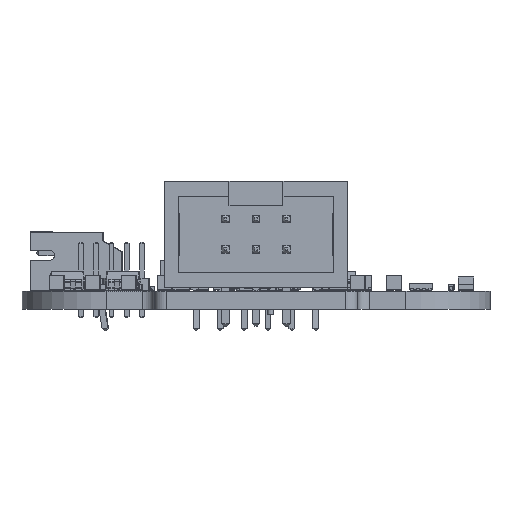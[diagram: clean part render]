
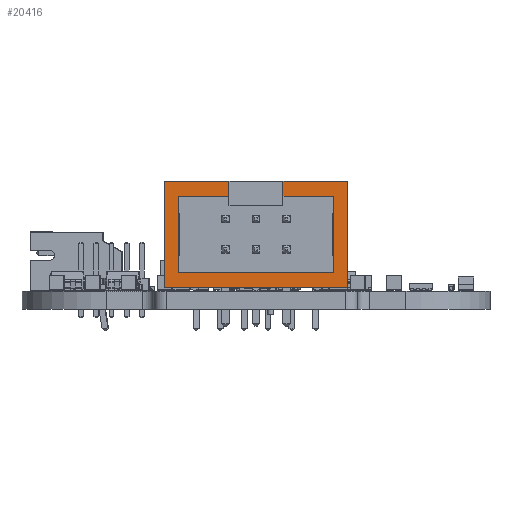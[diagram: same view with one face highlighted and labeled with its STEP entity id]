
A CAD part, left-side view. The second image highlights one B-rep face of the part: STEP entity #20416.
In plain terms, the highlighted face is planar.
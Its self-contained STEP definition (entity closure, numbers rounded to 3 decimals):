
#20288 = VERTEX_POINT('',#20289);
#20289 = CARTESIAN_POINT('',(13.23,5.1,9.095));
#20304 = VERTEX_POINT('',#20305);
#20305 = CARTESIAN_POINT('',(13.23,-10.18,9.095));
#20311 = EDGE_CURVE('',#20312,#20304,#20314,.T.);
#20312 = VERTEX_POINT('',#20313);
#20313 = CARTESIAN_POINT('',(13.23,-4.79,9.095));
#20314 = LINE('',#20315,#20316);
#20315 = CARTESIAN_POINT('',(13.23,5.1,9.095));
#20316 = VECTOR('',#20317,1.);
#20317 = DIRECTION('',(0.,-1.,0.));
#20336 = VERTEX_POINT('',#20337);
#20337 = CARTESIAN_POINT('',(13.23,-0.29,9.095));
#20343 = EDGE_CURVE('',#20288,#20336,#20344,.T.);
#20344 = LINE('',#20345,#20346);
#20345 = CARTESIAN_POINT('',(13.23,5.1,9.095));
#20346 = VECTOR('',#20347,1.);
#20347 = DIRECTION('',(0.,-1.,0.));
#20360 = VERTEX_POINT('',#20361);
#20361 = CARTESIAN_POINT('',(13.23,5.1,0.245));
#20406 = EDGE_CURVE('',#20360,#20288,#20407,.T.);
#20407 = LINE('',#20408,#20409);
#20408 = CARTESIAN_POINT('',(13.23,5.1,0.245));
#20409 = VECTOR('',#20410,1.);
#20410 = DIRECTION('',(0.,0.,1.));
#20416 = ADVANCED_FACE('',(#20417),#20490,.T.);
#20417 = FACE_BOUND('',#20418,.T.);
#20418 = EDGE_LOOP('',(#20419,#20420,#20428,#20434,#20435,#20436,#20444,
    #20452,#20460,#20468,#20476,#20484));
#20419 = ORIENTED_EDGE('',*,*,#20311,.T.);
#20420 = ORIENTED_EDGE('',*,*,#20421,.T.);
#20421 = EDGE_CURVE('',#20304,#20422,#20424,.T.);
#20422 = VERTEX_POINT('',#20423);
#20423 = CARTESIAN_POINT('',(13.23,-10.18,0.245));
#20424 = LINE('',#20425,#20426);
#20425 = CARTESIAN_POINT('',(13.23,-10.18,9.095));
#20426 = VECTOR('',#20427,1.);
#20427 = DIRECTION('',(0.,0.,-1.));
#20428 = ORIENTED_EDGE('',*,*,#20429,.T.);
#20429 = EDGE_CURVE('',#20422,#20360,#20430,.T.);
#20430 = LINE('',#20431,#20432);
#20431 = CARTESIAN_POINT('',(13.23,-10.18,0.245));
#20432 = VECTOR('',#20433,1.);
#20433 = DIRECTION('',(0.,1.,0.));
#20434 = ORIENTED_EDGE('',*,*,#20406,.T.);
#20435 = ORIENTED_EDGE('',*,*,#20343,.T.);
#20436 = ORIENTED_EDGE('',*,*,#20437,.F.);
#20437 = EDGE_CURVE('',#20438,#20336,#20440,.T.);
#20438 = VERTEX_POINT('',#20439);
#20439 = CARTESIAN_POINT('',(13.23,-0.29,7.845));
#20440 = LINE('',#20441,#20442);
#20441 = CARTESIAN_POINT('',(13.23,-0.29,7.095));
#20442 = VECTOR('',#20443,1.);
#20443 = DIRECTION('',(0.,0.,1.));
#20444 = ORIENTED_EDGE('',*,*,#20445,.F.);
#20445 = EDGE_CURVE('',#20446,#20438,#20448,.T.);
#20446 = VERTEX_POINT('',#20447);
#20447 = CARTESIAN_POINT('',(13.23,3.94,7.845));
#20448 = LINE('',#20449,#20450);
#20449 = CARTESIAN_POINT('',(13.23,3.94,7.845));
#20450 = VECTOR('',#20451,1.);
#20451 = DIRECTION('',(0.,-1.,0.));
#20452 = ORIENTED_EDGE('',*,*,#20453,.F.);
#20453 = EDGE_CURVE('',#20454,#20446,#20456,.T.);
#20454 = VERTEX_POINT('',#20455);
#20455 = CARTESIAN_POINT('',(13.23,3.94,1.495));
#20456 = LINE('',#20457,#20458);
#20457 = CARTESIAN_POINT('',(13.23,3.94,1.495));
#20458 = VECTOR('',#20459,1.);
#20459 = DIRECTION('',(0.,0.,1.));
#20460 = ORIENTED_EDGE('',*,*,#20461,.F.);
#20461 = EDGE_CURVE('',#20462,#20454,#20464,.T.);
#20462 = VERTEX_POINT('',#20463);
#20463 = CARTESIAN_POINT('',(13.23,-9.02,1.495));
#20464 = LINE('',#20465,#20466);
#20465 = CARTESIAN_POINT('',(13.23,-9.02,1.495));
#20466 = VECTOR('',#20467,1.);
#20467 = DIRECTION('',(0.,1.,0.));
#20468 = ORIENTED_EDGE('',*,*,#20469,.F.);
#20469 = EDGE_CURVE('',#20470,#20462,#20472,.T.);
#20470 = VERTEX_POINT('',#20471);
#20471 = CARTESIAN_POINT('',(13.23,-9.02,7.845));
#20472 = LINE('',#20473,#20474);
#20473 = CARTESIAN_POINT('',(13.23,-9.02,7.845));
#20474 = VECTOR('',#20475,1.);
#20475 = DIRECTION('',(0.,0.,-1.));
#20476 = ORIENTED_EDGE('',*,*,#20477,.F.);
#20477 = EDGE_CURVE('',#20478,#20470,#20480,.T.);
#20478 = VERTEX_POINT('',#20479);
#20479 = CARTESIAN_POINT('',(13.23,-4.79,7.845));
#20480 = LINE('',#20481,#20482);
#20481 = CARTESIAN_POINT('',(13.23,3.94,7.845));
#20482 = VECTOR('',#20483,1.);
#20483 = DIRECTION('',(0.,-1.,0.));
#20484 = ORIENTED_EDGE('',*,*,#20485,.F.);
#20485 = EDGE_CURVE('',#20312,#20478,#20486,.T.);
#20486 = LINE('',#20487,#20488);
#20487 = CARTESIAN_POINT('',(13.23,-4.79,11.095));
#20488 = VECTOR('',#20489,1.);
#20489 = DIRECTION('',(0.,0.,-1.));
#20490 = PLANE('',#20491);
#20491 = AXIS2_PLACEMENT_3D('',#20492,#20493,#20494);
#20492 = CARTESIAN_POINT('',(13.23,-2.54,4.67));
#20493 = DIRECTION('',(1.,0.,0.));
#20494 = DIRECTION('',(0.,1.,0.));
